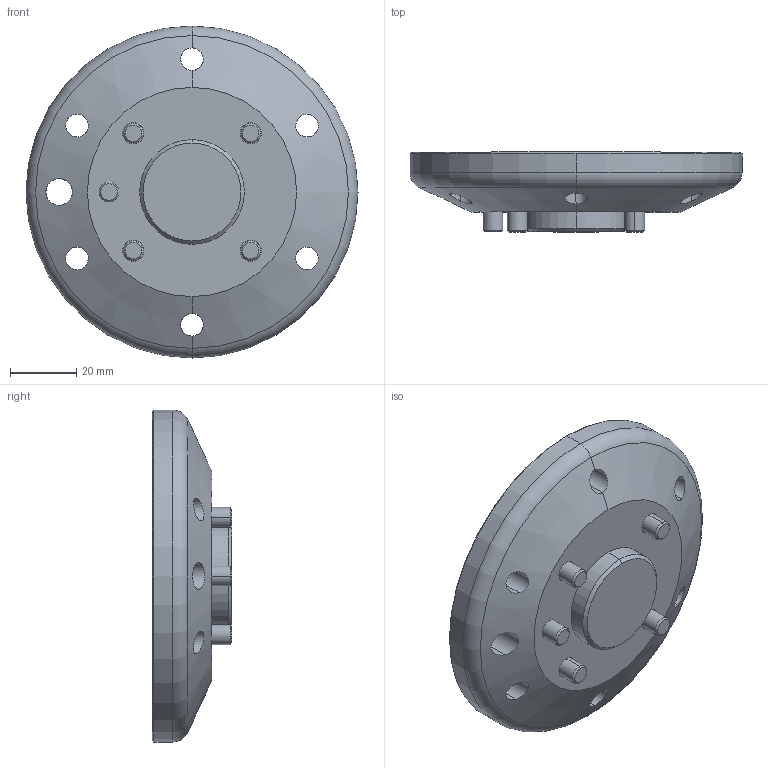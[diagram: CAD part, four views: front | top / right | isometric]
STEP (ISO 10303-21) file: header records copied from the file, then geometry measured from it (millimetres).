
FILE_DESCRIPTION (( 'STEP AP203' ), '1' );
FILE_NAME ('P4301.STEP', '2021-03-10T07:58:03', ( '' ), ( '' ), 'SwSTEP 2.0', 'SolidWorks 2019', '' );
FILE_SCHEMA (( 'CONFIG_CONTROL_DESIGN' ));
Length unit declared in the file: millimetre
Products named in the file (1): P4301
Bounding box: 100 x 24 x 100 mm (x, y, z)
Volume: 106438.9 mm3; surface area: 26053.6 mm2
Topology: 6 solids, 6 shells, 144 faces, 343 edges, 218 vertices
Faces by surface type: cylinder 60, plane 50, cone 24, torus 10
Entity records: 4749 total; most frequent: CARTESIAN_POINT 1202, DIRECTION 766, ORIENTED_EDGE 686, EDGE_CURVE 343, AXIS2_PLACEMENT_3D 304, VERTEX_POINT 218, EDGE_LOOP 175, CIRCLE 159
